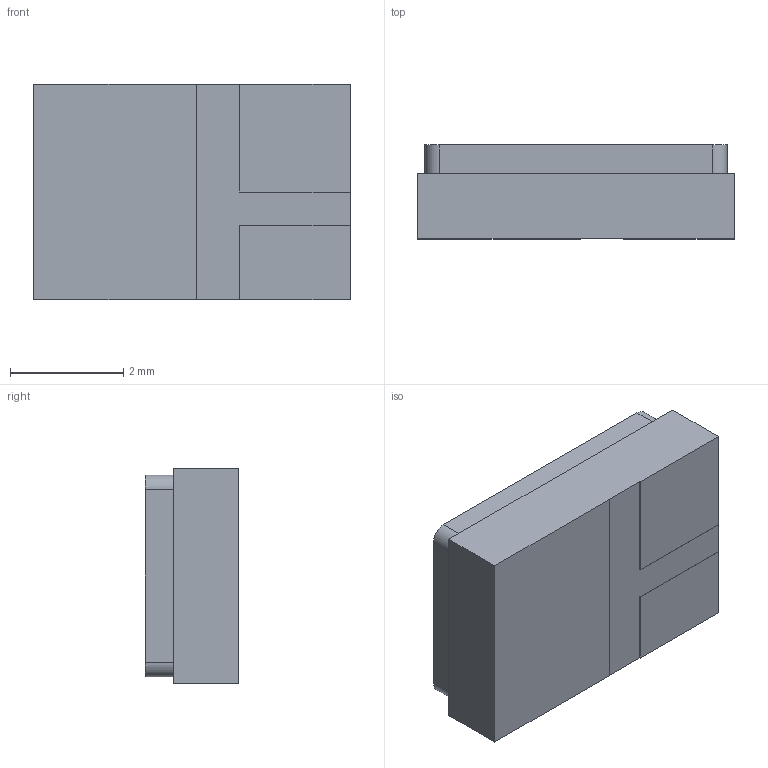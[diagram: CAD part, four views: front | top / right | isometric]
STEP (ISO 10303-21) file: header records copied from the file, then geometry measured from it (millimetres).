
FILE_DESCRIPTION (( 'STEP AP203' ), '1' );
FILE_NAME ('D101018-STEP Rev E.STEP', '2023-05-23T12:51:35', ( '' ), ( '' ), 'SwSTEP 2.0', 'SolidWorks 2020', '' );
FILE_SCHEMA (( 'CONFIG_CONTROL_DESIGN' ));
Length unit declared in the file: inch
Products named in the file (1): D101018-STEP Rev E
Bounding box: 5.59 x 1.66 x 3.81 mm (x, y, z)
Volume: 34 mm3; surface area: 73.3 mm2
Topology: 1 solids, 1 shells, 159 faces, 417 edges, 278 vertices
Faces by surface type: plane 108, bspline 35, cylinder 16
Entity records: 6796 total; most frequent: CARTESIAN_POINT 2994, ORIENTED_EDGE 834, DIRECTION 629, EDGE_CURVE 417, VECTOR 315, LINE 315, VERTEX_POINT 278, EDGE_LOOP 177
